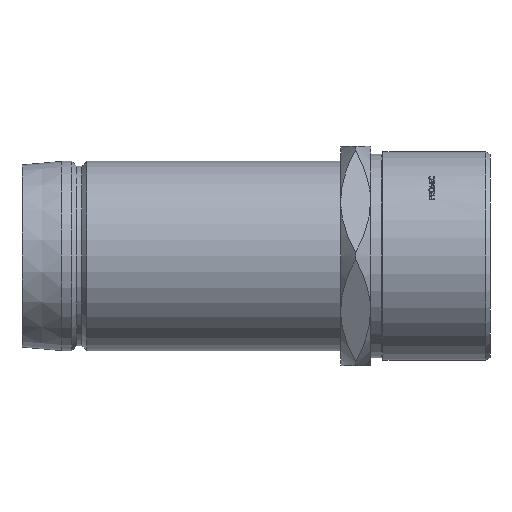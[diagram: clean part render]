
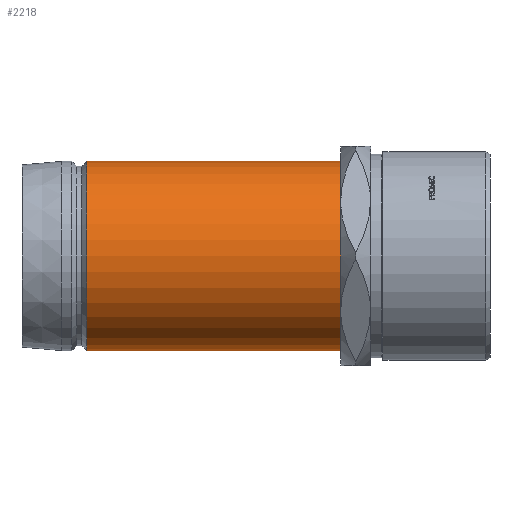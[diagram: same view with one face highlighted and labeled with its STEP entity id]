
A CAD part, front view. The second image highlights one B-rep face of the part: STEP entity #2218.
In plain terms, the highlighted cylindrical face has radius 9.5 mm (diameter 19 mm), a partial arc.
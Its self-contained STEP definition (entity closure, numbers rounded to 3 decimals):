
#215 = VERTEX_POINT ( 'NONE', #894 ) ;
#563 = EDGE_CURVE ( 'NONE', #1412, #4379, #2300, .T. ) ;
#643 = CARTESIAN_POINT ( 'NONE',  ( 0., 0., 0. ) ) ;
#667 = FACE_OUTER_BOUND ( 'NONE', #2677, .T. ) ;
#752 = DIRECTION ( 'NONE',  ( -1., 0., 0. ) ) ;
#764 = ORIENTED_EDGE ( 'NONE', *, *, #4895, .F. ) ;
#772 = CARTESIAN_POINT ( 'NONE',  ( 6.5, 0., 9.5 ) ) ;
#883 = DIRECTION ( 'NONE',  ( -1., 0., 0. ) ) ;
#894 = CARTESIAN_POINT ( 'NONE',  ( 32., 0., -9.5 ) ) ;
#1033 = DIRECTION ( 'NONE',  ( 0., 0., 1. ) ) ;
#1041 = DIRECTION ( 'NONE',  ( -1., 0., 0. ) ) ;
#1056 = DIRECTION ( 'NONE',  ( -1., 0., 0. ) ) ;
#1077 = CARTESIAN_POINT ( 'NONE',  ( 6.5, 0., 0. ) ) ;
#1082 = CARTESIAN_POINT ( 'NONE',  ( 0., 0., -9.5 ) ) ;
#1343 = VECTOR ( 'NONE', #883, 1000. ) ;
#1412 = VERTEX_POINT ( 'NONE', #1954 ) ;
#1460 = LINE ( 'NONE', #1082, #2150 ) ;
#1588 = ORIENTED_EDGE ( 'NONE', *, *, #4259, .T. ) ;
#1597 = VERTEX_POINT ( 'NONE', #1888 ) ;
#1735 = LINE ( 'NONE', #4857, #1343 ) ;
#1851 = CARTESIAN_POINT ( 'NONE',  ( 32., 0., 0. ) ) ;
#1888 = CARTESIAN_POINT ( 'NONE',  ( 32., 0., 9.5 ) ) ;
#1954 = CARTESIAN_POINT ( 'NONE',  ( 6.5, 0., -9.5 ) ) ;
#2133 = AXIS2_PLACEMENT_3D ( 'NONE', #1851, #1041, #2581 ) ;
#2150 = VECTOR ( 'NONE', #752, 1000. ) ;
#2218 = ADVANCED_FACE ( 'NONE', ( #667 ), #2914, .T. ) ;
#2300 = CIRCLE ( 'NONE', #3197, 9.5 ) ;
#2403 = EDGE_CURVE ( 'NONE', #215, #1597, #2698, .T. ) ;
#2581 = DIRECTION ( 'NONE',  ( 0., 0., 1. ) ) ;
#2677 = EDGE_LOOP ( 'NONE', ( #764, #3209, #1588, #4176 ) ) ;
#2698 = CIRCLE ( 'NONE', #2133, 9.5 ) ;
#2914 = CYLINDRICAL_SURFACE ( 'NONE', #3269, 9.5 ) ;
#3197 = AXIS2_PLACEMENT_3D ( 'NONE', #1077, #1056, #1033 ) ;
#3209 = ORIENTED_EDGE ( 'NONE', *, *, #2403, .T. ) ;
#3269 = AXIS2_PLACEMENT_3D ( 'NONE', #643, #3754, #4536 ) ;
#3754 = DIRECTION ( 'NONE',  ( -1., 0., 0. ) ) ;
#4176 = ORIENTED_EDGE ( 'NONE', *, *, #563, .F. ) ;
#4259 = EDGE_CURVE ( 'NONE', #1597, #4379, #1735, .T. ) ;
#4379 = VERTEX_POINT ( 'NONE', #772 ) ;
#4536 = DIRECTION ( 'NONE',  ( 0., 0., 1. ) ) ;
#4857 = CARTESIAN_POINT ( 'NONE',  ( 0., 0., 9.5 ) ) ;
#4895 = EDGE_CURVE ( 'NONE', #215, #1412, #1460, .T. ) ;
